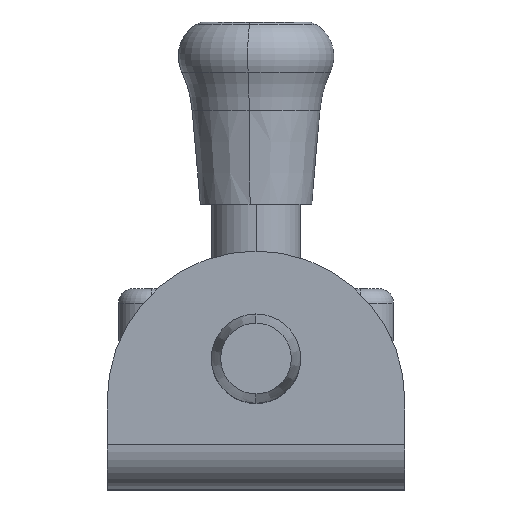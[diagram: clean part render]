
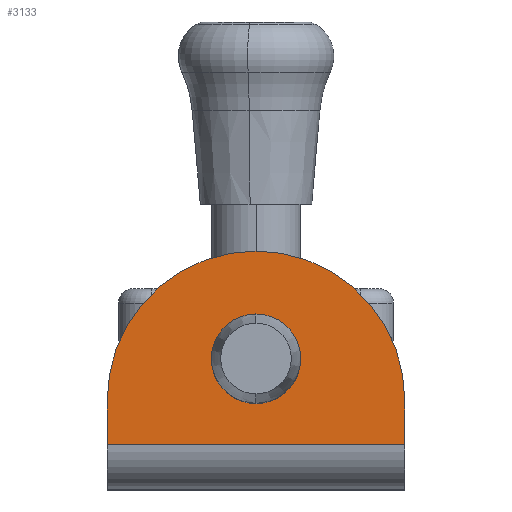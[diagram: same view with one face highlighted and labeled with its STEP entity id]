
A CAD part, top view. The second image highlights one B-rep face of the part: STEP entity #3133.
In plain terms, the highlighted planar face has unit normal (0, 0, 1).
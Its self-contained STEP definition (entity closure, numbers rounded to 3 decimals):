
#120 = ORIENTED_EDGE ( 'NONE', *, *, #17316, .F. ) ;
#358 = EDGE_CURVE ( 'NONE', #10712, #22239, #22152, .T. ) ;
#778 = ORIENTED_EDGE ( 'NONE', *, *, #21658, .F. ) ;
#1298 = VERTEX_POINT ( 'NONE', #13012 ) ;
#1397 = AXIS2_PLACEMENT_3D ( 'NONE', #7768, #16506, #21365 ) ;
#1826 = EDGE_LOOP ( 'NONE', ( #12528, #778 ) ) ;
#1829 = VECTOR ( 'NONE', #9079, 1000. ) ;
#2461 = CARTESIAN_POINT ( 'NONE',  ( 0., 32., 36.5 ) ) ;
#2704 = CARTESIAN_POINT ( 'NONE',  ( 20., 6., 36.5 ) ) ;
#3133 = ADVANCED_FACE ( 'NONE', ( #16445, #3456 ), #13238, .T. ) ;
#3282 = CARTESIAN_POINT ( 'NONE',  ( 0., 17.5, 36.5 ) ) ;
#3456 = FACE_OUTER_BOUND ( 'NONE', #7206, .T. ) ;
#4427 = CARTESIAN_POINT ( 'NONE',  ( 0., 12., 36.5 ) ) ;
#4629 = VERTEX_POINT ( 'NONE', #2461 ) ;
#4825 = DIRECTION ( 'NONE',  ( 0., 0., 1. ) ) ;
#4854 = AXIS2_PLACEMENT_3D ( 'NONE', #9873, #4825, #22029 ) ;
#5018 = CIRCLE ( 'NONE', #9332, 20. ) ;
#5545 = EDGE_CURVE ( 'NONE', #4629, #6107, #5018, .T. ) ;
#5694 = EDGE_CURVE ( 'NONE', #1298, #4629, #14524, .T. ) ;
#5813 = CARTESIAN_POINT ( 'NONE',  ( 0., 12., 36.5 ) ) ;
#6017 = LINE ( 'NONE', #16510, #11673 ) ;
#6107 = VERTEX_POINT ( 'NONE', #12285 ) ;
#6403 = LINE ( 'NONE', #12515, #1829 ) ;
#7174 = CARTESIAN_POINT ( 'NONE',  ( -20., 6., 36.5 ) ) ;
#7206 = EDGE_LOOP ( 'NONE', ( #22021, #16416, #17919, #120, #7547 ) ) ;
#7209 = AXIS2_PLACEMENT_3D ( 'NONE', #4427, #7746, #11004 ) ;
#7320 = DIRECTION ( 'NONE',  ( 1., 0., 0. ) ) ;
#7547 = ORIENTED_EDGE ( 'NONE', *, *, #9264, .T. ) ;
#7706 = DIRECTION ( 'NONE',  ( 0., 1., 0. ) ) ;
#7746 = DIRECTION ( 'NONE',  ( 0., 0., 1. ) ) ;
#7768 = CARTESIAN_POINT ( 'NONE',  ( 0., 17.5, 36.5 ) ) ;
#9079 = DIRECTION ( 'NONE',  ( -1., 0., 0. ) ) ;
#9264 = EDGE_CURVE ( 'NONE', #15646, #1298, #6017, .T. ) ;
#9332 = AXIS2_PLACEMENT_3D ( 'NONE', #5813, #17925, #7320 ) ;
#9873 = CARTESIAN_POINT ( 'NONE',  ( 20., 6., 36.5 ) ) ;
#10030 = DIRECTION ( 'NONE',  ( 0., 0., 1. ) ) ;
#10072 = DIRECTION ( 'NONE',  ( 0., 1., 0. ) ) ;
#10524 = CARTESIAN_POINT ( 'NONE',  ( -6., 17.5, 36.5 ) ) ;
#10712 = VERTEX_POINT ( 'NONE', #17989 ) ;
#11004 = DIRECTION ( 'NONE',  ( 1., 0., 0. ) ) ;
#11673 = VECTOR ( 'NONE', #7706, 1000. ) ;
#12285 = CARTESIAN_POINT ( 'NONE',  ( -20., 12., 36.5 ) ) ;
#12515 = CARTESIAN_POINT ( 'NONE',  ( 20., 6., 36.5 ) ) ;
#12528 = ORIENTED_EDGE ( 'NONE', *, *, #358, .F. ) ;
#13012 = CARTESIAN_POINT ( 'NONE',  ( 20., 12., 36.5 ) ) ;
#13200 = VERTEX_POINT ( 'NONE', #7174 ) ;
#13238 = PLANE ( 'NONE',  #4854 ) ;
#14524 = CIRCLE ( 'NONE', #7209, 20. ) ;
#14797 = VECTOR ( 'NONE', #10072, 1000. ) ;
#15646 = VERTEX_POINT ( 'NONE', #2704 ) ;
#16416 = ORIENTED_EDGE ( 'NONE', *, *, #5545, .T. ) ;
#16445 = FACE_BOUND ( 'NONE', #1826, .T. ) ;
#16506 = DIRECTION ( 'NONE',  ( 0., 0., 1. ) ) ;
#16510 = CARTESIAN_POINT ( 'NONE',  ( 20., 6., 36.5 ) ) ;
#17316 = EDGE_CURVE ( 'NONE', #15646, #13200, #6403, .T. ) ;
#17919 = ORIENTED_EDGE ( 'NONE', *, *, #18892, .F. ) ;
#17925 = DIRECTION ( 'NONE',  ( 0., 0., 1. ) ) ;
#17989 = CARTESIAN_POINT ( 'NONE',  ( 6., 17.5, 36.5 ) ) ;
#18892 = EDGE_CURVE ( 'NONE', #13200, #6107, #19402, .T. ) ;
#19402 = LINE ( 'NONE', #22308, #14797 ) ;
#19994 = AXIS2_PLACEMENT_3D ( 'NONE', #3282, #10030, #22346 ) ;
#21365 = DIRECTION ( 'NONE',  ( 1., 0., 0. ) ) ;
#21658 = EDGE_CURVE ( 'NONE', #22239, #10712, #22453, .T. ) ;
#22021 = ORIENTED_EDGE ( 'NONE', *, *, #5694, .T. ) ;
#22029 = DIRECTION ( 'NONE',  ( 1., 0., 0. ) ) ;
#22152 = CIRCLE ( 'NONE', #19994, 6. ) ;
#22239 = VERTEX_POINT ( 'NONE', #10524 ) ;
#22308 = CARTESIAN_POINT ( 'NONE',  ( -20., 6., 36.5 ) ) ;
#22346 = DIRECTION ( 'NONE',  ( 1., 0., 0. ) ) ;
#22453 = CIRCLE ( 'NONE', #1397, 6. ) ;
